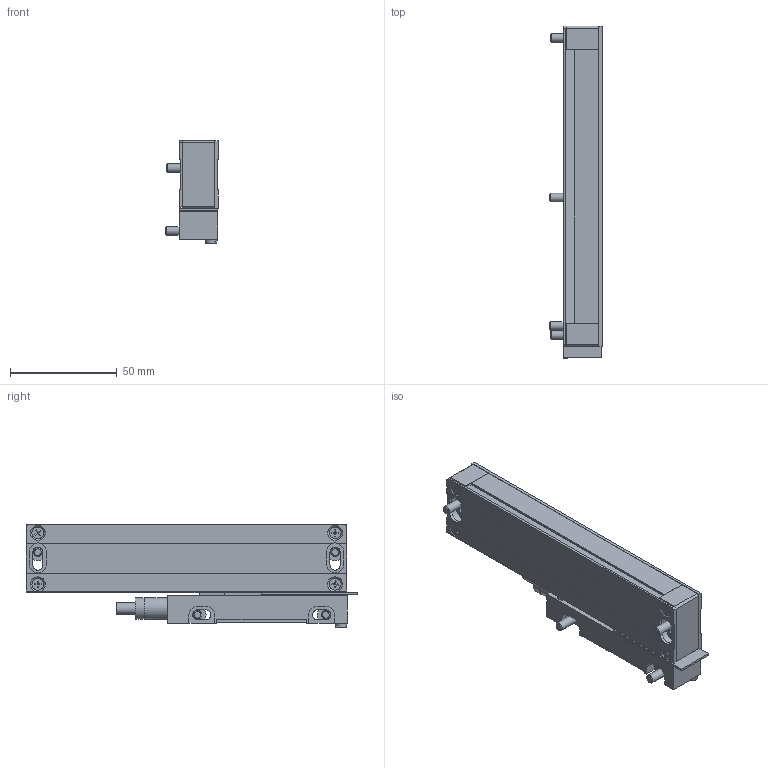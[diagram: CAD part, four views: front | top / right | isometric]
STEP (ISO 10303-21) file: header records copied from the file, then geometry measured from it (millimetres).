
FILE_DESCRIPTION(/* description */ (''),/* implementation_level */ '2;1');
FILE_NAME(/* name */ 'L18.stp',/* time_stamp */ '2015-03-19T14:02:53+02:00',/* author */ ('EdgarasA'),/* organization */ (''),/* preprocessor_version */ 'ST-DEVELOPER v15.2',/* originating_system */ 'Autodesk Inventor 2014',/* authorisation */ '');
FILE_SCHEMA (('AUTOMOTIVE_DESIGN { 1 0 10303 214 3 1 1 }'));
Length unit declared in the file: millimetre
Products named in the file (1): L18
Bounding box: 24.4 x 155.17 x 48.3 mm (x, y, z)
Surface area: 39016.6 mm2 (no closed solid volume)
Topology: 0 solids, 37 shells, 266 faces, 921 edges, 659 vertices
Faces by surface type: plane 186, cylinder 55, cone 21, torus 4
Full cylindrical faces by diameter (mm): 1.5 x1, 3.242 x1, 3.5 x1, 4 x4, 5.5 x1, 6 x1, 7 x4, 8 x2, 10 x2
Entity records: 9842 total; most frequent: CARTESIAN_POINT 1995, DIRECTION 1551, ORIENTED_EDGE 1369, EDGE_CURVE 862, VERTEX_POINT 643, LINE 619, VECTOR 619, AXIS2_PLACEMENT_3D 466
